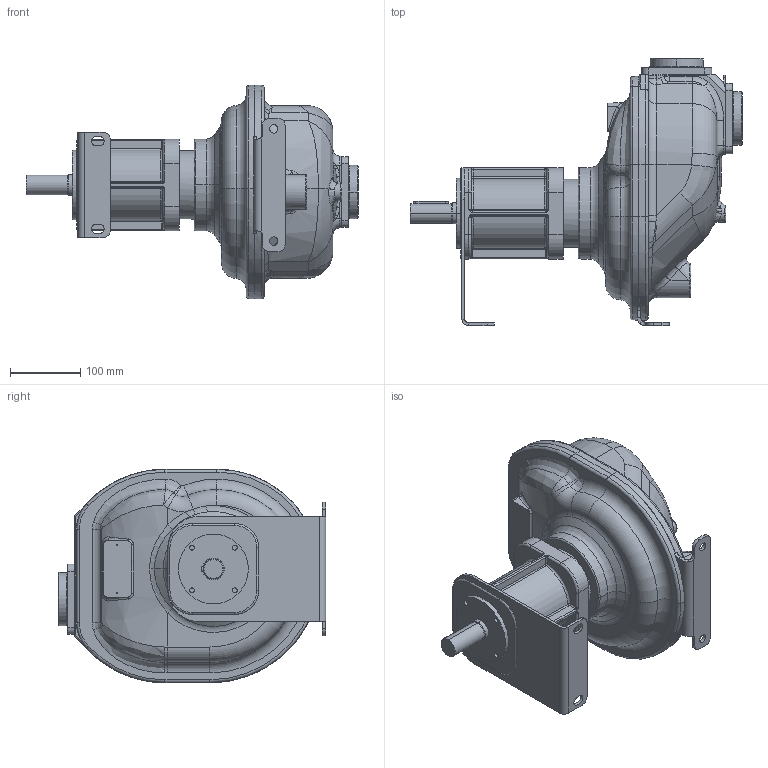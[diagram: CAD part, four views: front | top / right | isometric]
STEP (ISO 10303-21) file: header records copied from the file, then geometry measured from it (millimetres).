
FILE_DESCRIPTION((''),'2;1');
FILE_NAME('S_62_K_B','2023-07-05T11:25:24',('Amenduni'),(''),'CREO PARAMETRIC BY PTC INC, 2023014','CREO PARAMETRIC BY PTC INC, 2023014','');
FILE_SCHEMA(('AUTOMOTIVE_DESIGN { 1 0 10303 214 1 1 1 1 }'));
Products named in the file (1): S_62_K_B
Bounding box: 473 x 381 x 304.09 mm (x, y, z)
Volume: 12304266.8 mm3; surface area: 504155.6 mm2
Topology: 1 solids, 1 shells, 856 faces, 2051 edges, 1224 vertices
Faces by surface type: bspline 345, cylinder 212, plane 177, torus 82, cone 26, sphere 9, extrusion 5
Entity records: 54673 total; most frequent: CARTESIAN_POINT 30707, ORIENTED_EDGE 4094, DIRECTION 2987, EDGE_CURVE 2047, VERTEX_POINT 1224, AXIS2_PLACEMENT_3D 1172, FILL_AREA_STYLE_COLOUR 943, FILL_AREA_STYLE 943
